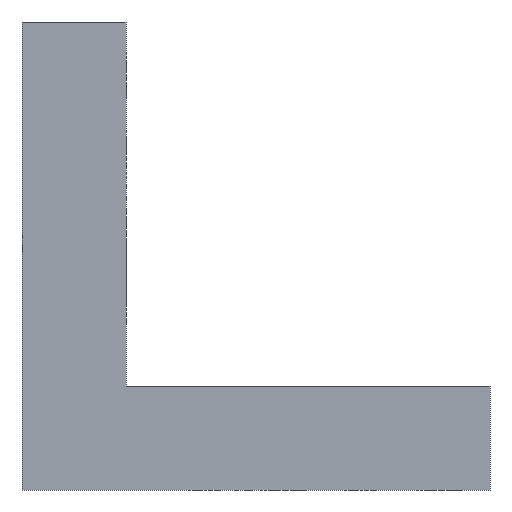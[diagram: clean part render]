
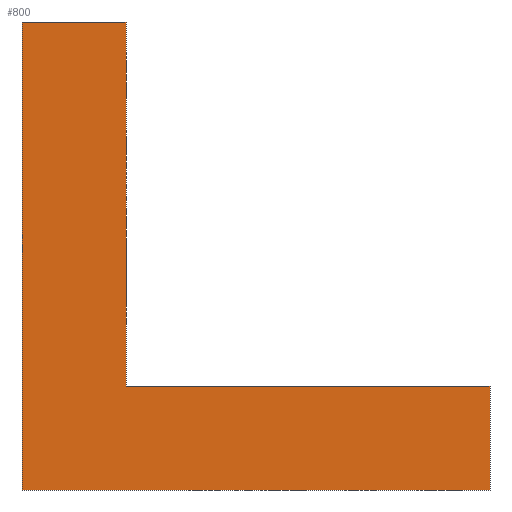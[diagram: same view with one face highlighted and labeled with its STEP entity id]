
A CAD part, front view. The second image highlights one B-rep face of the part: STEP entity #800.
In plain terms, the highlighted planar face has unit normal (0, -1, 0).
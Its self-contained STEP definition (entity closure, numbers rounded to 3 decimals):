
#75 = CARTESIAN_POINT ( 'NONE',  ( 20., 0., 90. ) ) ;
#77 = EDGE_CURVE ( 'NONE', #633, #718, #812, .T. ) ;
#82 = EDGE_LOOP ( 'NONE', ( #836, #499, #461, #463, #170, #596 ) ) ;
#92 = DIRECTION ( 'NONE',  ( 1., 0., 0. ) ) ;
#143 = DIRECTION ( 'NONE',  ( 0., 0., -1. ) ) ;
#170 = ORIENTED_EDGE ( 'NONE', *, *, #589, .F. ) ;
#197 = PLANE ( 'NONE',  #763 ) ;
#205 = VERTEX_POINT ( 'NONE', #794 ) ;
#218 = VECTOR ( 'NONE', #143, 1000. ) ;
#247 = EDGE_CURVE ( 'NONE', #451, #633, #856, .T. ) ;
#282 = CARTESIAN_POINT ( 'NONE',  ( 0., 0., 90. ) ) ;
#283 = LINE ( 'NONE', #628, #707 ) ;
#293 = LINE ( 'NONE', #793, #564 ) ;
#301 = CARTESIAN_POINT ( 'NONE',  ( 0., 0., 0. ) ) ;
#303 = VECTOR ( 'NONE', #376, 1000. ) ;
#339 = CARTESIAN_POINT ( 'NONE',  ( 20., 0., 90. ) ) ;
#368 = VERTEX_POINT ( 'NONE', #282 ) ;
#376 = DIRECTION ( 'NONE',  ( 0., 0., 1. ) ) ;
#389 = VECTOR ( 'NONE', #92, 1000. ) ;
#398 = CARTESIAN_POINT ( 'NONE',  ( 20., 0., 20. ) ) ;
#399 = DIRECTION ( 'NONE',  ( -1., 0., 0. ) ) ;
#441 = VERTEX_POINT ( 'NONE', #892 ) ;
#445 = CARTESIAN_POINT ( 'NONE',  ( 0., 0., 90. ) ) ;
#451 = VERTEX_POINT ( 'NONE', #75 ) ;
#458 = VECTOR ( 'NONE', #873, 1000. ) ;
#461 = ORIENTED_EDGE ( 'NONE', *, *, #77, .F. ) ;
#463 = ORIENTED_EDGE ( 'NONE', *, *, #247, .F. ) ;
#475 = EDGE_CURVE ( 'NONE', #718, #441, #283, .T. ) ;
#499 = ORIENTED_EDGE ( 'NONE', *, *, #475, .F. ) ;
#564 = VECTOR ( 'NONE', #399, 1000. ) ;
#568 = EDGE_CURVE ( 'NONE', #205, #368, #865, .T. ) ;
#589 = EDGE_CURVE ( 'NONE', #368, #451, #692, .T. ) ;
#596 = ORIENTED_EDGE ( 'NONE', *, *, #568, .F. ) ;
#628 = CARTESIAN_POINT ( 'NONE',  ( 90., 0., 20. ) ) ;
#633 = VERTEX_POINT ( 'NONE', #652 ) ;
#652 = CARTESIAN_POINT ( 'NONE',  ( 20., 0., 20. ) ) ;
#692 = LINE ( 'NONE', #445, #389 ) ;
#698 = DIRECTION ( 'NONE',  ( 0., 0., -1. ) ) ;
#707 = VECTOR ( 'NONE', #698, 1000. ) ;
#718 = VERTEX_POINT ( 'NONE', #847 ) ;
#721 = CARTESIAN_POINT ( 'NONE',  ( 0., 0., 0. ) ) ;
#763 = AXIS2_PLACEMENT_3D ( 'NONE', #721, #790, #864 ) ;
#790 = DIRECTION ( 'NONE',  ( 0., 1., 0. ) ) ;
#793 = CARTESIAN_POINT ( 'NONE',  ( 90., 0., 0. ) ) ;
#794 = CARTESIAN_POINT ( 'NONE',  ( 0., 0., 0. ) ) ;
#800 = ADVANCED_FACE ( 'NONE', ( #853 ), #197, .F. ) ;
#812 = LINE ( 'NONE', #398, #458 ) ;
#836 = ORIENTED_EDGE ( 'NONE', *, *, #846, .F. ) ;
#846 = EDGE_CURVE ( 'NONE', #441, #205, #293, .T. ) ;
#847 = CARTESIAN_POINT ( 'NONE',  ( 90., 0., 20. ) ) ;
#853 = FACE_OUTER_BOUND ( 'NONE', #82, .T. ) ;
#856 = LINE ( 'NONE', #339, #218 ) ;
#864 = DIRECTION ( 'NONE',  ( 0., 0., 1. ) ) ;
#865 = LINE ( 'NONE', #301, #303 ) ;
#873 = DIRECTION ( 'NONE',  ( 1., 0., 0. ) ) ;
#892 = CARTESIAN_POINT ( 'NONE',  ( 90., 0., 0. ) ) ;
